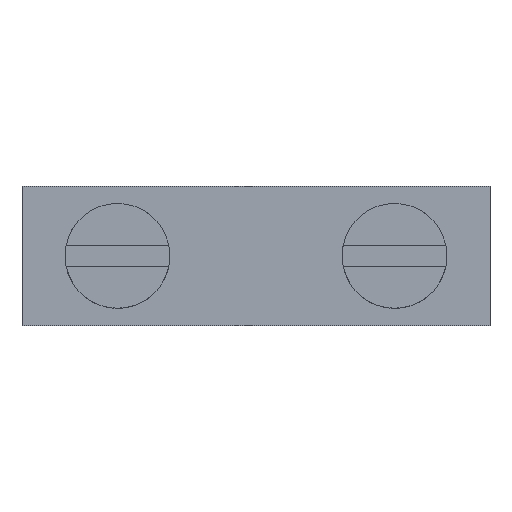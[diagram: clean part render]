
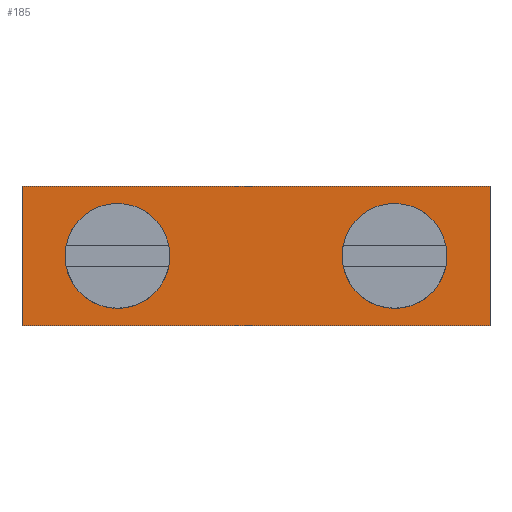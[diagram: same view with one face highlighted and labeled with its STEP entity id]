
A CAD part, top view. The second image highlights one B-rep face of the part: STEP entity #185.
In plain terms, the highlighted planar face has unit normal (0, 0, 1).
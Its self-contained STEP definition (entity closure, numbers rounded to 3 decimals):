
#47=LINE('',#832,#75);
#52=LINE('',#844,#80);
#56=LINE('',#851,#84);
#58=LINE('',#862,#86);
#75=VECTOR('',#671,1.);
#80=VECTOR('',#678,1.);
#84=VECTOR('',#684,1.);
#86=VECTOR('',#698,1.);
#156=PLANE('',#602);
#185=ADVANCED_FACE('',(#239,#240,#241),#156,.T.);
#239=FACE_BOUND('',#288,.T.);
#240=FACE_BOUND('',#289,.T.);
#241=FACE_BOUND('',#290,.T.);
#288=EDGE_LOOP('',(#362,#363,#364,#365));
#289=EDGE_LOOP('',(#366));
#290=EDGE_LOOP('',(#367));
#362=ORIENTED_EDGE('',*,*,#514,.F.);
#363=ORIENTED_EDGE('',*,*,#509,.T.);
#364=ORIENTED_EDGE('',*,*,#500,.T.);
#365=ORIENTED_EDGE('',*,*,#505,.T.);
#366=ORIENTED_EDGE('',*,*,#515,.F.);
#367=ORIENTED_EDGE('',*,*,#511,.F.);
#454=VERTEX_POINT('',#833);
#455=VERTEX_POINT('',#834);
#458=VERTEX_POINT('',#842);
#460=VERTEX_POINT('',#848);
#463=VERTEX_POINT('',#856);
#465=VERTEX_POINT('',#864);
#500=EDGE_CURVE('',#454,#455,#47,.T.);
#505=EDGE_CURVE('',#455,#458,#52,.T.);
#509=EDGE_CURVE('',#460,#454,#56,.T.);
#511=EDGE_CURVE('',#463,#463,#559,.T.);
#514=EDGE_CURVE('',#460,#458,#58,.T.);
#515=EDGE_CURVE('',#465,#465,#561,.T.);
#559=CIRCLE('',#597,1.7);
#561=CIRCLE('',#601,1.7);
#597=AXIS2_PLACEMENT_3D('',#855,#689,#690);
#601=AXIS2_PLACEMENT_3D('',#863,#699,#700);
#602=AXIS2_PLACEMENT_3D('',#865,#701,#702);
#671=DIRECTION('',(0.,-1.,0.));
#678=DIRECTION('',(1.,0.,0.));
#684=DIRECTION('',(-1.,0.,0.));
#689=DIRECTION('',(0.,0.,1.));
#690=DIRECTION('',(1.,0.,0.));
#698=DIRECTION('',(0.,-1.,0.));
#699=DIRECTION('',(0.,0.,1.));
#700=DIRECTION('',(1.,0.,0.));
#701=DIRECTION('',(0.,0.,1.));
#702=DIRECTION('',(-1.,0.,0.));
#832=CARTESIAN_POINT('',(-5.025,3.,0.));
#833=CARTESIAN_POINT('',(-5.025,3.,0.));
#834=CARTESIAN_POINT('',(-5.025,-3.,0.));
#842=CARTESIAN_POINT('',(15.075,-3.,0.));
#844=CARTESIAN_POINT('',(-5.025,-3.,0.));
#848=CARTESIAN_POINT('',(15.075,3.,0.));
#851=CARTESIAN_POINT('',(5.025,3.,0.));
#855=CARTESIAN_POINT('',(-0.925,0.,0.));
#856=CARTESIAN_POINT('',(0.775,0.,0.));
#862=CARTESIAN_POINT('',(15.075,0.,0.));
#863=CARTESIAN_POINT('',(10.975,0.,0.));
#864=CARTESIAN_POINT('',(12.675,0.,0.));
#865=CARTESIAN_POINT('',(-0.925,0.,0.));
